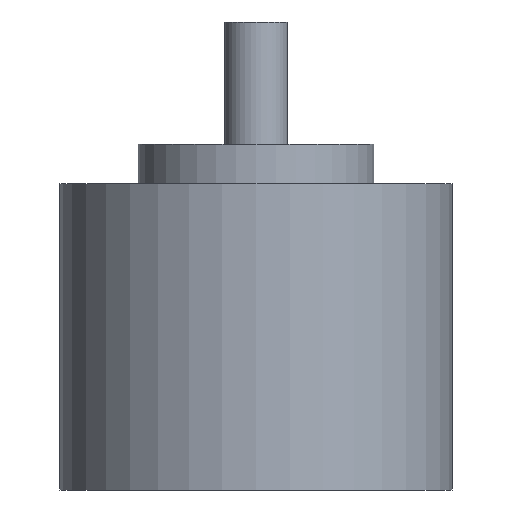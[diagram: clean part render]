
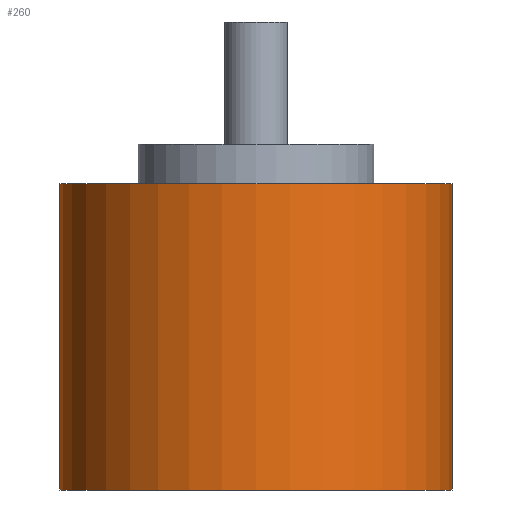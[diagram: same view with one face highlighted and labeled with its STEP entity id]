
A CAD part, front view. The second image highlights one B-rep face of the part: STEP entity #260.
In plain terms, the highlighted cylindrical face has radius 25 mm (diameter 50 mm), a partial arc.
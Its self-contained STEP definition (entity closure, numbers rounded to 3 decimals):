
#14 = LINE ( 'NONE', #328, #229 ) ;
#16 = CARTESIAN_POINT ( 'NONE',  ( 0., 0., 39. ) ) ;
#18 = CARTESIAN_POINT ( 'NONE',  ( 25., 0., 39. ) ) ;
#30 = CARTESIAN_POINT ( 'NONE',  ( -25., 0., 0. ) ) ;
#31 = EDGE_CURVE ( 'NONE', #317, #177, #364, .T. ) ;
#39 = CARTESIAN_POINT ( 'NONE',  ( 0., 0., 0. ) ) ;
#44 = AXIS2_PLACEMENT_3D ( 'NONE', #39, #150, #308 ) ;
#79 = EDGE_CURVE ( 'NONE', #206, #317, #14, .T. ) ;
#90 = CARTESIAN_POINT ( 'NONE',  ( 25., 0., 39. ) ) ;
#107 = ORIENTED_EDGE ( 'NONE', *, *, #348, .F. ) ;
#108 = DIRECTION ( 'NONE',  ( 0., 0., -1. ) ) ;
#109 = DIRECTION ( 'NONE',  ( -1., 0., 0. ) ) ;
#137 = EDGE_LOOP ( 'NONE', ( #107, #218, #299, #325 ) ) ;
#150 = DIRECTION ( 'NONE',  ( 0., 0., 1. ) ) ;
#153 = AXIS2_PLACEMENT_3D ( 'NONE', #326, #108, #109 ) ;
#169 = DIRECTION ( 'NONE',  ( 0., 0., -1. ) ) ;
#177 = VERTEX_POINT ( 'NONE', #330 ) ;
#178 = VERTEX_POINT ( 'NONE', #18 ) ;
#206 = VERTEX_POINT ( 'NONE', #335 ) ;
#211 = FACE_OUTER_BOUND ( 'NONE', #137, .T. ) ;
#218 = ORIENTED_EDGE ( 'NONE', *, *, #248, .F. ) ;
#229 = VECTOR ( 'NONE', #240, 1000. ) ;
#240 = DIRECTION ( 'NONE',  ( 0., 0., -1. ) ) ;
#248 = EDGE_CURVE ( 'NONE', #206, #178, #270, .T. ) ;
#251 = DIRECTION ( 'NONE',  ( 0., 0., 1. ) ) ;
#260 = ADVANCED_FACE ( 'NONE', ( #211 ), #358, .T. ) ;
#270 = CIRCLE ( 'NONE', #316, 25. ) ;
#299 = ORIENTED_EDGE ( 'NONE', *, *, #79, .T. ) ;
#308 = DIRECTION ( 'NONE',  ( 1., 0., 0. ) ) ;
#316 = AXIS2_PLACEMENT_3D ( 'NONE', #16, #251, #359 ) ;
#317 = VERTEX_POINT ( 'NONE', #30 ) ;
#325 = ORIENTED_EDGE ( 'NONE', *, *, #31, .T. ) ;
#326 = CARTESIAN_POINT ( 'NONE',  ( 0., 0., 39. ) ) ;
#328 = CARTESIAN_POINT ( 'NONE',  ( -25., 0., 39. ) ) ;
#330 = CARTESIAN_POINT ( 'NONE',  ( 25., 0., 0. ) ) ;
#335 = CARTESIAN_POINT ( 'NONE',  ( -25., 0., 39. ) ) ;
#339 = LINE ( 'NONE', #90, #352 ) ;
#348 = EDGE_CURVE ( 'NONE', #178, #177, #339, .T. ) ;
#352 = VECTOR ( 'NONE', #169, 1000. ) ;
#358 = CYLINDRICAL_SURFACE ( 'NONE', #153, 25. ) ;
#359 = DIRECTION ( 'NONE',  ( 1., 0., 0. ) ) ;
#364 = CIRCLE ( 'NONE', #44, 25. ) ;
